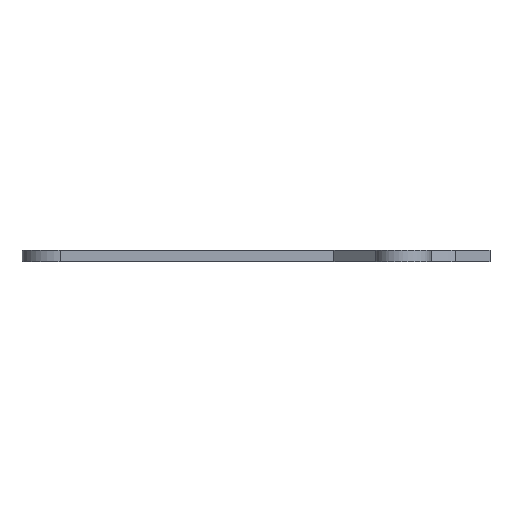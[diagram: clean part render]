
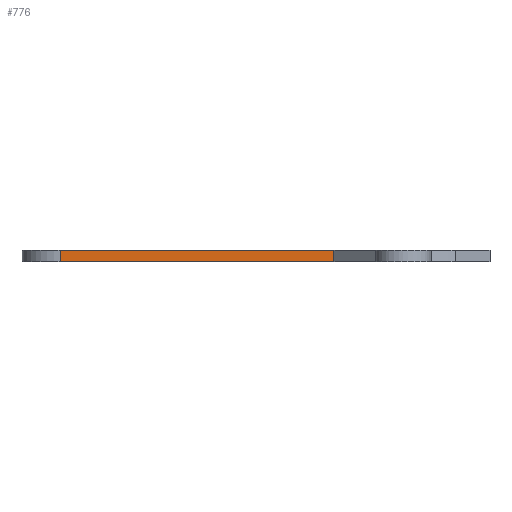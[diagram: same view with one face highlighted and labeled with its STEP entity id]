
A CAD part, front view. The second image highlights one B-rep face of the part: STEP entity #776.
In plain terms, the highlighted planar face has unit normal (0, -1, 0).
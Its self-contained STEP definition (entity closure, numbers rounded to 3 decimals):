
#56 = PLANE ( 'NONE',  #158 ) ;
#57 = CARTESIAN_POINT ( 'NONE',  ( -99., -11., -3.2 ) ) ;
#58 = DIRECTION ( 'NONE',  ( 0., -1., 0. ) ) ;
#59 = DIRECTION ( 'NONE',  ( 1., 0., 0. ) ) ;
#142 = FACE_OUTER_BOUND ( 'NONE', #568, .T. ) ;
#158 = AXIS2_PLACEMENT_3D ( 'NONE', #57, #58, #59 ) ;
#208 = CARTESIAN_POINT ( 'NONE',  ( -20., -11., 0. ) ) ;
#215 = CARTESIAN_POINT ( 'NONE',  ( -99., -11., -3.2 ) ) ;
#216 = CARTESIAN_POINT ( 'NONE',  ( -99., -11., 0. ) ) ;
#220 = CARTESIAN_POINT ( 'NONE',  ( -20., -11., -3.2 ) ) ;
#275 = LINE ( 'NONE', #276, #785 ) ;
#276 = CARTESIAN_POINT ( 'NONE',  ( -99., -11., -3.2 ) ) ;
#277 = DIRECTION ( 'NONE',  ( 1., 0., 0. ) ) ;
#279 = LINE ( 'NONE', #280, #790 ) ;
#280 = CARTESIAN_POINT ( 'NONE',  ( -99., -11., 0. ) ) ;
#281 = DIRECTION ( 'NONE',  ( 1., 0., 0. ) ) ;
#282 = LINE ( 'NONE', #283, #779 ) ;
#283 = CARTESIAN_POINT ( 'NONE',  ( -99., -11., -3.2 ) ) ;
#284 = DIRECTION ( 'NONE',  ( 0., 0., 1. ) ) ;
#351 = LINE ( 'NONE', #352, #874 ) ;
#352 = CARTESIAN_POINT ( 'NONE',  ( -20., -11., -3.2 ) ) ;
#353 = DIRECTION ( 'NONE',  ( 0., 0., 1. ) ) ;
#478 = ORIENTED_EDGE ( 'NONE', *, *, #680, .F. ) ;
#481 = ORIENTED_EDGE ( 'NONE', *, *, #681, .F. ) ;
#482 = ORIENTED_EDGE ( 'NONE', *, *, #721, .T. ) ;
#483 = ORIENTED_EDGE ( 'NONE', *, *, #679, .T. ) ;
#568 = EDGE_LOOP ( 'NONE', ( #478, #481, #483, #482 ) ) ;
#604 = VERTEX_POINT ( 'NONE', #208 ) ;
#644 = VERTEX_POINT ( 'NONE', #215 ) ;
#645 = VERTEX_POINT ( 'NONE', #216 ) ;
#649 = VERTEX_POINT ( 'NONE', #220 ) ;
#679 = EDGE_CURVE ( 'NONE', #644, #649, #275, .T. ) ;
#680 = EDGE_CURVE ( 'NONE', #645, #604, #279, .T. ) ;
#681 = EDGE_CURVE ( 'NONE', #644, #645, #282, .T. ) ;
#721 = EDGE_CURVE ( 'NONE', #649, #604, #351, .T. ) ;
#776 = ADVANCED_FACE ( 'NONE', ( #142 ), #56, .T. ) ;
#779 = VECTOR ( 'NONE', #284, 1000. ) ;
#785 = VECTOR ( 'NONE', #277, 1000. ) ;
#790 = VECTOR ( 'NONE', #281, 1000. ) ;
#874 = VECTOR ( 'NONE', #353, 1000. ) ;
